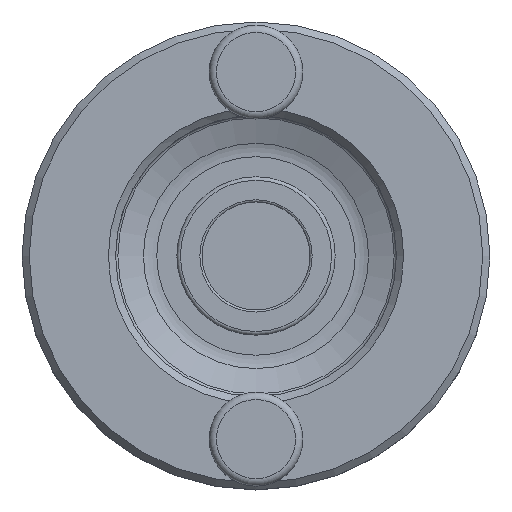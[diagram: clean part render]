
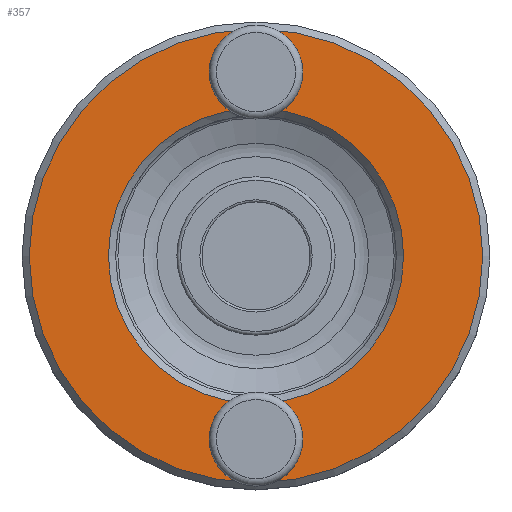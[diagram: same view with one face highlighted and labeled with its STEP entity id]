
A CAD part, top view. The second image highlights one B-rep face of the part: STEP entity #357.
In plain terms, the highlighted planar face has unit normal (0, 0, 1).
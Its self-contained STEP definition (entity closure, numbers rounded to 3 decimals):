
#357 = ADVANCED_FACE( '', ( #760, #761 ), #762, .F. );
#760 = FACE_OUTER_BOUND( '', #2446, .T. );
#761 = FACE_BOUND( '', #2447, .T. );
#762 = PLANE( '', #2448 );
#2446 = EDGE_LOOP( '', ( #3232 ) );
#2447 = EDGE_LOOP( '', ( #3233, #3234, #3235, #3236 ) );
#2448 = AXIS2_PLACEMENT_3D( '', #3237, #3238, #3239 );
#3232 = ORIENTED_EDGE( '', *, *, #3385, .T. );
#3233 = ORIENTED_EDGE( '', *, *, #3381, .T. );
#3234 = ORIENTED_EDGE( '', *, *, #3550, .T. );
#3235 = ORIENTED_EDGE( '', *, *, #3513, .T. );
#3236 = ORIENTED_EDGE( '', *, *, #3551, .T. );
#3237 = CARTESIAN_POINT( '', ( 0., 32.5, 18. ) );
#3238 = DIRECTION( '', ( 0., 0., -1. ) );
#3239 = DIRECTION( '', ( -1., 0., 0. ) );
#3381 = EDGE_CURVE( '', #3759, #3760, #3761, .F. );
#3385 = EDGE_CURVE( '', #3766, #3766, #3767, .F. );
#3513 = EDGE_CURVE( '', #3836, #3835, #3933, .F. );
#3550 = EDGE_CURVE( '', #3760, #3836, #3973, .T. );
#3551 = EDGE_CURVE( '', #3835, #3759, #3974, .T. );
#3759 = VERTEX_POINT( '', #4473 );
#3760 = VERTEX_POINT( '', #4474 );
#3761 = CIRCLE( '', #4475, 5.043 );
#3766 = VERTEX_POINT( '', #4480 );
#3767 = CIRCLE( '', #4481, 31.5 );
#3835 = VERTEX_POINT( '', #4673 );
#3836 = VERTEX_POINT( '', #4674 );
#3933 = CIRCLE( '', #5009, 5.043 );
#3973 = CIRCLE( '', #5052, 20.5 );
#3974 = CIRCLE( '', #5053, 20.5 );
#4473 = CARTESIAN_POINT( '', ( -0.592, 20.491, 18. ) );
#4474 = CARTESIAN_POINT( '', ( 0.592, 20.491, 18. ) );
#4475 = AXIS2_PLACEMENT_3D( '', #5219, #5220, #5221 );
#4480 = CARTESIAN_POINT( '', ( -31.5, 0., 18. ) );
#4481 = AXIS2_PLACEMENT_3D( '', #5228, #5229, #5230 );
#4673 = CARTESIAN_POINT( '', ( -0.592, -20.491, 18. ) );
#4674 = CARTESIAN_POINT( '', ( 0.592, -20.491, 18. ) );
#5009 = AXIS2_PLACEMENT_3D( '', #5371, #5372, #5373 );
#5052 = AXIS2_PLACEMENT_3D( '', #5398, #5399, #5400 );
#5053 = AXIS2_PLACEMENT_3D( '', #5401, #5402, #5403 );
#5219 = CARTESIAN_POINT( '', ( 0., 25.5, 18. ) );
#5220 = DIRECTION( '', ( 0., 0., 1. ) );
#5221 = DIRECTION( '', ( 0., -1., 0. ) );
#5228 = CARTESIAN_POINT( '', ( 0., 0., 18. ) );
#5229 = DIRECTION( '', ( 0., 0., -1. ) );
#5230 = DIRECTION( '', ( -1., 0., 0. ) );
#5371 = CARTESIAN_POINT( '', ( 0., -25.5, 18. ) );
#5372 = DIRECTION( '', ( 0., 0., 1. ) );
#5373 = DIRECTION( '', ( 0., -1., 0. ) );
#5398 = CARTESIAN_POINT( '', ( 0., 0., 18. ) );
#5399 = DIRECTION( '', ( 0., 0., -1. ) );
#5400 = DIRECTION( '', ( -1., 0., 0. ) );
#5401 = CARTESIAN_POINT( '', ( 0., 0., 18. ) );
#5402 = DIRECTION( '', ( 0., 0., -1. ) );
#5403 = DIRECTION( '', ( -1., 0., 0. ) );
